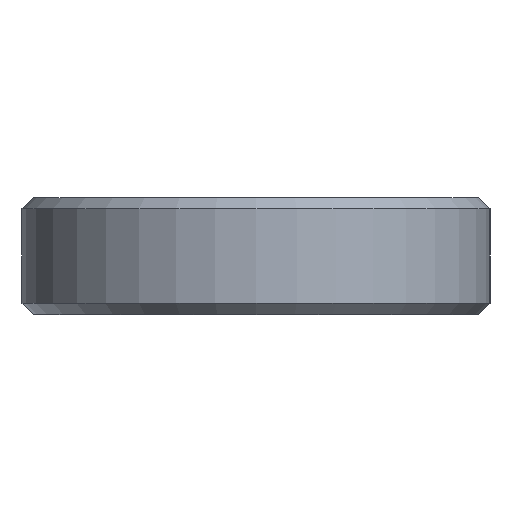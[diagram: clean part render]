
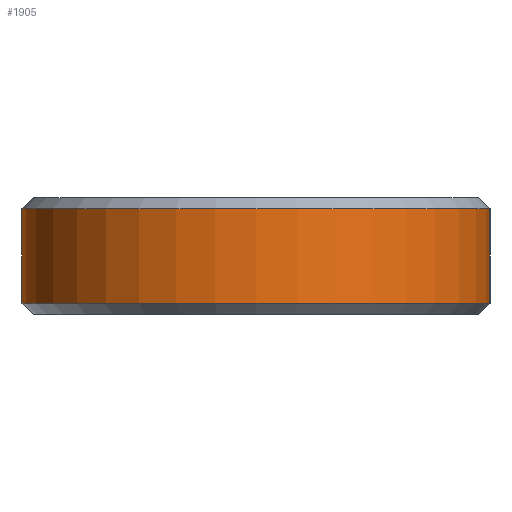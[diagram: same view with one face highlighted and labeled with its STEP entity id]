
A CAD part, left-side view. The second image highlights one B-rep face of the part: STEP entity #1905.
In plain terms, the highlighted cylindrical face has radius 6.25 mm (diameter 12.5 mm), a partial arc.
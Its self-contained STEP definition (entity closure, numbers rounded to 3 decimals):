
#45 = CONICAL_SURFACE('',#46,6.25,0.785);
#46 = AXIS2_PLACEMENT_3D('',#47,#48,#49);
#47 = CARTESIAN_POINT('',(0.,0.,0.3));
#48 = DIRECTION('',(0.,0.,1.));
#49 = DIRECTION('',(0.,1.,0.));
#702 = VERTEX_POINT('',#703);
#703 = CARTESIAN_POINT('',(0.,6.25,0.3));
#726 = VERTEX_POINT('',#727);
#727 = CARTESIAN_POINT('',(0.,-6.25,0.3));
#748 = EDGE_CURVE('',#702,#726,#749,.T.);
#749 = SURFACE_CURVE('',#750,(#755,#762),.PCURVE_S1.);
#750 = CIRCLE('',#751,6.25);
#751 = AXIS2_PLACEMENT_3D('',#752,#753,#754);
#752 = CARTESIAN_POINT('',(0.,0.,0.3));
#753 = DIRECTION('',(0.,-0.,1.));
#754 = DIRECTION('',(0.,1.,0.));
#755 = PCURVE('',#45,#756);
#756 = DEFINITIONAL_REPRESENTATION('',(#757),#761);
#757 = LINE('',#758,#759);
#758 = CARTESIAN_POINT('',(0.,0.));
#759 = VECTOR('',#760,1.);
#760 = DIRECTION('',(1.,0.));
#761 = ( GEOMETRIC_REPRESENTATION_CONTEXT(2) 
PARAMETRIC_REPRESENTATION_CONTEXT() REPRESENTATION_CONTEXT('2D SPACE',''
  ) );
#762 = PCURVE('',#763,#768);
#763 = CYLINDRICAL_SURFACE('',#764,6.25);
#764 = AXIS2_PLACEMENT_3D('',#765,#766,#767);
#765 = CARTESIAN_POINT('',(0.,0.,0.));
#766 = DIRECTION('',(-0.,-0.,-1.));
#767 = DIRECTION('',(1.,0.,0.));
#768 = DEFINITIONAL_REPRESENTATION('',(#769),#773);
#769 = LINE('',#770,#771);
#770 = CARTESIAN_POINT('',(-1.571,-0.3));
#771 = VECTOR('',#772,1.);
#772 = DIRECTION('',(-1.,0.));
#773 = ( GEOMETRIC_REPRESENTATION_CONTEXT(2) 
PARAMETRIC_REPRESENTATION_CONTEXT() REPRESENTATION_CONTEXT('2D SPACE',''
  ) );
#817 = PLANE('',#818);
#818 = AXIS2_PLACEMENT_3D('',#819,#820,#821);
#819 = CARTESIAN_POINT('',(0.,6.25,0.));
#820 = DIRECTION('',(0.,1.,0.));
#821 = DIRECTION('',(1.,0.,0.));
#871 = PLANE('',#872);
#872 = AXIS2_PLACEMENT_3D('',#873,#874,#875);
#873 = CARTESIAN_POINT('',(0.,-6.25,0.));
#874 = DIRECTION('',(0.,1.,0.));
#875 = DIRECTION('',(1.,0.,0.));
#1905 = ADVANCED_FACE('',(#1906),#763,.T.);
#1906 = FACE_BOUND('',#1907,.F.);
#1907 = EDGE_LOOP('',(#1908,#1931,#1960,#1981));
#1908 = ORIENTED_EDGE('',*,*,#1909,.T.);
#1909 = EDGE_CURVE('',#702,#1910,#1912,.T.);
#1910 = VERTEX_POINT('',#1911);
#1911 = CARTESIAN_POINT('',(0.,6.25,2.825));
#1912 = SURFACE_CURVE('',#1913,(#1917,#1924),.PCURVE_S1.);
#1913 = LINE('',#1914,#1915);
#1914 = CARTESIAN_POINT('',(0.,6.25,0.));
#1915 = VECTOR('',#1916,1.);
#1916 = DIRECTION('',(0.,0.,1.));
#1917 = PCURVE('',#763,#1918);
#1918 = DEFINITIONAL_REPRESENTATION('',(#1919),#1923);
#1919 = LINE('',#1920,#1921);
#1920 = CARTESIAN_POINT('',(-1.571,0.));
#1921 = VECTOR('',#1922,1.);
#1922 = DIRECTION('',(-0.,-1.));
#1923 = ( GEOMETRIC_REPRESENTATION_CONTEXT(2) 
PARAMETRIC_REPRESENTATION_CONTEXT() REPRESENTATION_CONTEXT('2D SPACE',''
  ) );
#1924 = PCURVE('',#817,#1925);
#1925 = DEFINITIONAL_REPRESENTATION('',(#1926),#1930);
#1926 = LINE('',#1927,#1928);
#1927 = CARTESIAN_POINT('',(0.,0.));
#1928 = VECTOR('',#1929,1.);
#1929 = DIRECTION('',(0.,-1.));
#1930 = ( GEOMETRIC_REPRESENTATION_CONTEXT(2) 
PARAMETRIC_REPRESENTATION_CONTEXT() REPRESENTATION_CONTEXT('2D SPACE',''
  ) );
#1931 = ORIENTED_EDGE('',*,*,#1932,.T.);
#1932 = EDGE_CURVE('',#1910,#1933,#1935,.T.);
#1933 = VERTEX_POINT('',#1934);
#1934 = CARTESIAN_POINT('',(0.,-6.25,2.825));
#1935 = SURFACE_CURVE('',#1936,(#1941,#1948),.PCURVE_S1.);
#1936 = CIRCLE('',#1937,6.25);
#1937 = AXIS2_PLACEMENT_3D('',#1938,#1939,#1940);
#1938 = CARTESIAN_POINT('',(0.,0.,2.825));
#1939 = DIRECTION('',(0.,-0.,1.));
#1940 = DIRECTION('',(0.,1.,0.));
#1941 = PCURVE('',#763,#1942);
#1942 = DEFINITIONAL_REPRESENTATION('',(#1943),#1947);
#1943 = LINE('',#1944,#1945);
#1944 = CARTESIAN_POINT('',(-1.571,-2.825));
#1945 = VECTOR('',#1946,1.);
#1946 = DIRECTION('',(-1.,0.));
#1947 = ( GEOMETRIC_REPRESENTATION_CONTEXT(2) 
PARAMETRIC_REPRESENTATION_CONTEXT() REPRESENTATION_CONTEXT('2D SPACE',''
  ) );
#1948 = PCURVE('',#1949,#1954);
#1949 = CONICAL_SURFACE('',#1950,6.25,0.785);
#1950 = AXIS2_PLACEMENT_3D('',#1951,#1952,#1953);
#1951 = CARTESIAN_POINT('',(0.,0.,2.825));
#1952 = DIRECTION('',(-0.,-0.,-1.));
#1953 = DIRECTION('',(0.,1.,0.));
#1954 = DEFINITIONAL_REPRESENTATION('',(#1955),#1959);
#1955 = LINE('',#1956,#1957);
#1956 = CARTESIAN_POINT('',(-0.,-0.));
#1957 = VECTOR('',#1958,1.);
#1958 = DIRECTION('',(-1.,-0.));
#1959 = ( GEOMETRIC_REPRESENTATION_CONTEXT(2) 
PARAMETRIC_REPRESENTATION_CONTEXT() REPRESENTATION_CONTEXT('2D SPACE',''
  ) );
#1960 = ORIENTED_EDGE('',*,*,#1961,.F.);
#1961 = EDGE_CURVE('',#726,#1933,#1962,.T.);
#1962 = SURFACE_CURVE('',#1963,(#1967,#1974),.PCURVE_S1.);
#1963 = LINE('',#1964,#1965);
#1964 = CARTESIAN_POINT('',(0.,-6.25,0.));
#1965 = VECTOR('',#1966,1.);
#1966 = DIRECTION('',(0.,0.,1.));
#1967 = PCURVE('',#763,#1968);
#1968 = DEFINITIONAL_REPRESENTATION('',(#1969),#1973);
#1969 = LINE('',#1970,#1971);
#1970 = CARTESIAN_POINT('',(-4.712,0.));
#1971 = VECTOR('',#1972,1.);
#1972 = DIRECTION('',(-0.,-1.));
#1973 = ( GEOMETRIC_REPRESENTATION_CONTEXT(2) 
PARAMETRIC_REPRESENTATION_CONTEXT() REPRESENTATION_CONTEXT('2D SPACE',''
  ) );
#1974 = PCURVE('',#871,#1975);
#1975 = DEFINITIONAL_REPRESENTATION('',(#1976),#1980);
#1976 = LINE('',#1977,#1978);
#1977 = CARTESIAN_POINT('',(0.,0.));
#1978 = VECTOR('',#1979,1.);
#1979 = DIRECTION('',(0.,-1.));
#1980 = ( GEOMETRIC_REPRESENTATION_CONTEXT(2) 
PARAMETRIC_REPRESENTATION_CONTEXT() REPRESENTATION_CONTEXT('2D SPACE',''
  ) );
#1981 = ORIENTED_EDGE('',*,*,#748,.F.);
